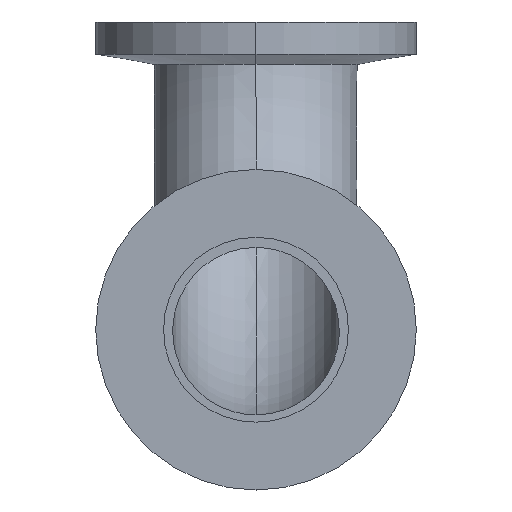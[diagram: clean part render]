
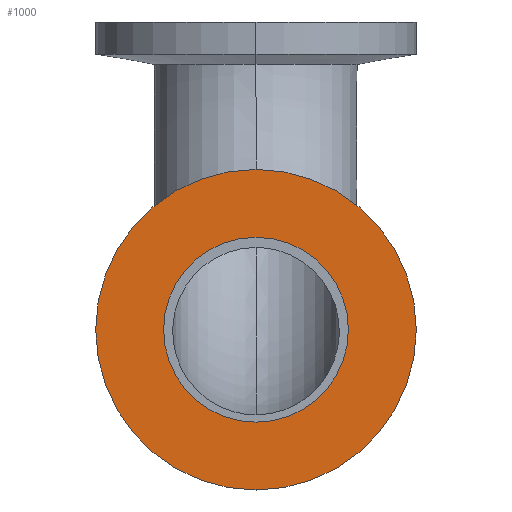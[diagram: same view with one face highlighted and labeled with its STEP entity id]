
A CAD part, front view. The second image highlights one B-rep face of the part: STEP entity #1000.
In plain terms, the highlighted planar face has unit normal (0, -1, 0).
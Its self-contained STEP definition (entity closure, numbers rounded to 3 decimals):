
#55 = VERTEX_POINT ( 'NONE', #645 ) ;
#135 = CARTESIAN_POINT ( 'NONE',  ( 0., 0., -28.8 ) ) ;
#149 = AXIS2_PLACEMENT_3D ( 'NONE', #135, #439, #488 ) ;
#244 = VERTEX_POINT ( 'NONE', #660 ) ;
#252 = DIRECTION ( 'NONE',  ( 0., 0., -1. ) ) ;
#254 = DIRECTION ( 'NONE',  ( 0., -1., 0. ) ) ;
#258 = CARTESIAN_POINT ( 'NONE',  ( 0., 0., -28.8 ) ) ;
#261 = DIRECTION ( 'NONE',  ( 0., 0., -1. ) ) ;
#262 = DIRECTION ( 'NONE',  ( 0., -1., 0. ) ) ;
#263 = CARTESIAN_POINT ( 'NONE',  ( 0., 0., -28.8 ) ) ;
#399 = CIRCLE ( 'NONE', #812, 15. ) ;
#415 = VERTEX_POINT ( 'NONE', #692 ) ;
#439 = DIRECTION ( 'NONE',  ( 0., -1., 0. ) ) ;
#482 = CIRCLE ( 'NONE', #723, 8.65 ) ;
#488 = DIRECTION ( 'NONE',  ( 0., 0., -1. ) ) ;
#517 = CARTESIAN_POINT ( 'NONE',  ( 0., 0., -20.15 ) ) ;
#536 = CIRCLE ( 'NONE', #722, 15. ) ;
#537 = DIRECTION ( 'NONE',  ( 0., 0., -1. ) ) ;
#539 = DIRECTION ( 'NONE',  ( 0., -1., 0. ) ) ;
#540 = CARTESIAN_POINT ( 'NONE',  ( 0., 0., -28.8 ) ) ;
#564 = PLANE ( 'NONE',  #817 ) ;
#572 = CARTESIAN_POINT ( 'NONE',  ( 0., 0., -37.45 ) ) ;
#645 = CARTESIAN_POINT ( 'NONE',  ( 0., 0., -13.8 ) ) ;
#660 = CARTESIAN_POINT ( 'NONE',  ( 0., 0., -43.8 ) ) ;
#692 = CARTESIAN_POINT ( 'NONE',  ( 0., 0., -20.15 ) ) ;
#700 = EDGE_LOOP ( 'NONE', ( #993, #798 ) ) ;
#722 = AXIS2_PLACEMENT_3D ( 'NONE', #258, #254, #252 ) ;
#723 = AXIS2_PLACEMENT_3D ( 'NONE', #263, #262, #261 ) ;
#777 = VERTEX_POINT ( 'NONE', #572 ) ;
#798 = ORIENTED_EDGE ( 'NONE', *, *, #885, .T. ) ;
#812 = AXIS2_PLACEMENT_3D ( 'NONE', #540, #539, #537 ) ;
#817 = AXIS2_PLACEMENT_3D ( 'NONE', #517, #980, #892 ) ;
#830 = EDGE_CURVE ( 'NONE', #244, #55, #399, .T. ) ;
#883 = EDGE_CURVE ( 'NONE', #777, #415, #482, .T. ) ;
#885 = EDGE_CURVE ( 'NONE', #55, #244, #536, .T. ) ;
#892 = DIRECTION ( 'NONE',  ( 0., 0., 1. ) ) ;
#935 = ORIENTED_EDGE ( 'NONE', *, *, #883, .F. ) ;
#937 = CIRCLE ( 'NONE', #149, 8.65 ) ;
#957 = EDGE_CURVE ( 'NONE', #415, #777, #937, .T. ) ;
#980 = DIRECTION ( 'NONE',  ( 0., 1., 0. ) ) ;
#982 = FACE_OUTER_BOUND ( 'NONE', #700, .T. ) ;
#993 = ORIENTED_EDGE ( 'NONE', *, *, #830, .T. ) ;
#999 = FACE_BOUND ( 'NONE', #1006, .T. ) ;
#1000 = ADVANCED_FACE ( 'NONE', ( #999, #982 ), #564, .F. ) ;
#1004 = ORIENTED_EDGE ( 'NONE', *, *, #957, .F. ) ;
#1006 = EDGE_LOOP ( 'NONE', ( #935, #1004 ) ) ;
